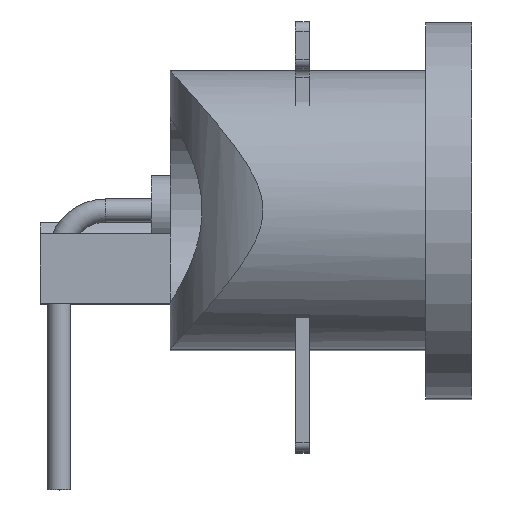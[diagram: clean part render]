
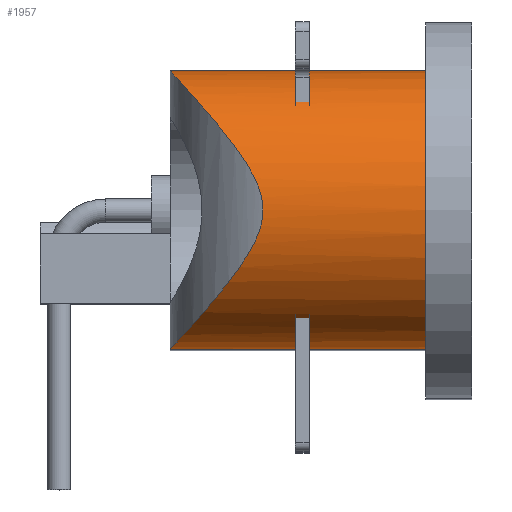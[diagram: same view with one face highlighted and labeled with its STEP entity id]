
A CAD part, top view. The second image highlights one B-rep face of the part: STEP entity #1957.
In plain terms, the highlighted cylindrical face has radius 3 mm (diameter 6 mm), a partial arc.
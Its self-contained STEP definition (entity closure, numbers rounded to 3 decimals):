
#17=B_SPLINE_CURVE_WITH_KNOTS('',3,(#3073,#3074,#3075,#3076,#3077,#3078,
#3079,#3080,#3081,#3082,#3083,#3084,#3085,#3086),.UNSPECIFIED.,.F.,.F.,
(4,2,2,2,2,2,4),(1.024,1.091,1.158,1.292,
1.414,1.474,1.535),.UNSPECIFIED.);
#18=B_SPLINE_CURVE_WITH_KNOTS('',3,(#3088,#3089,#3090,#3091,#3092,#3093,
#3094,#3095,#3096,#3097,#3098,#3099,#3100,#3101),.UNSPECIFIED.,.F.,.F.,
(4,2,2,2,2,2,4),(0.512,0.573,0.634,
0.756,0.89,0.957,1.024),
 .UNSPECIFIED.);
#84=LINE('',#3205,#252);
#85=LINE('',#3206,#253);
#252=VECTOR('',#2512,10.);
#253=VECTOR('',#2513,10.);
#400=CYLINDRICAL_SURFACE('',#2152,3.);
#486=FACE_OUTER_BOUND('',#614,.T.);
#614=EDGE_LOOP('',(#1451,#1452,#1453,#1454,#1455));
#752=CIRCLE('',#2145,3.);
#845=VERTEX_POINT('',#3071);
#846=VERTEX_POINT('',#3072);
#847=VERTEX_POINT('',#3087);
#875=VERTEX_POINT('',#3183);
#876=VERTEX_POINT('',#3185);
#1051=EDGE_CURVE('',#845,#846,#17,.T.);
#1052=EDGE_CURVE('',#847,#845,#18,.T.);
#1087=EDGE_CURVE('',#876,#875,#752,.T.);
#1097=EDGE_CURVE('',#876,#846,#84,.T.);
#1098=EDGE_CURVE('',#875,#847,#85,.T.);
#1451=ORIENTED_EDGE('',*,*,#1051,.T.);
#1452=ORIENTED_EDGE('',*,*,#1097,.F.);
#1453=ORIENTED_EDGE('',*,*,#1087,.T.);
#1454=ORIENTED_EDGE('',*,*,#1098,.T.);
#1455=ORIENTED_EDGE('',*,*,#1052,.T.);
#1957=ADVANCED_FACE('',(#486),#400,.T.);
#2145=AXIS2_PLACEMENT_3D('',#3186,#2489,#2490);
#2152=AXIS2_PLACEMENT_3D('',#3204,#2510,#2511);
#2489=DIRECTION('center_axis',(-1.,0.,0.));
#2490=DIRECTION('ref_axis',(0.,-1.,0.));
#2510=DIRECTION('center_axis',(-1.,0.,0.));
#2511=DIRECTION('ref_axis',(0.,-1.,0.));
#2512=DIRECTION('',(-1.,0.,0.));
#2513=DIRECTION('',(-1.,0.,0.));
#3071=CARTESIAN_POINT('',(-4.5,7.95,43.));
#3072=CARTESIAN_POINT('',(-6.5,4.95,40.));
#3073=CARTESIAN_POINT('Ctrl Pts',(-4.5,7.95,43.));
#3074=CARTESIAN_POINT('Ctrl Pts',(-4.5,7.727,43.));
#3075=CARTESIAN_POINT('Ctrl Pts',(-4.559,7.525,42.976));
#3076=CARTESIAN_POINT('Ctrl Pts',(-4.73,7.139,42.895));
#3077=CARTESIAN_POINT('Ctrl Pts',(-4.842,6.956,42.837));
#3078=CARTESIAN_POINT('Ctrl Pts',(-5.205,6.425,42.612));
#3079=CARTESIAN_POINT('Ctrl Pts',(-5.48,6.098,42.391));
#3080=CARTESIAN_POINT('Ctrl Pts',(-5.924,5.583,41.876));
#3081=CARTESIAN_POINT('Ctrl Pts',(-6.13,5.354,41.556));
#3082=CARTESIAN_POINT('Ctrl Pts',(-6.347,5.117,41.006));
#3083=CARTESIAN_POINT('Ctrl Pts',(-6.404,5.054,40.81));
#3084=CARTESIAN_POINT('Ctrl Pts',(-6.481,4.971,40.409));
#3085=CARTESIAN_POINT('Ctrl Pts',(-6.5,4.95,40.203));
#3086=CARTESIAN_POINT('Ctrl Pts',(-6.5,4.95,40.));
#3087=CARTESIAN_POINT('',(-6.5,10.95,40.));
#3088=CARTESIAN_POINT('Ctrl Pts',(-6.5,10.95,40.));
#3089=CARTESIAN_POINT('Ctrl Pts',(-6.5,10.95,40.203));
#3090=CARTESIAN_POINT('Ctrl Pts',(-6.481,10.929,40.409));
#3091=CARTESIAN_POINT('Ctrl Pts',(-6.404,10.846,40.81));
#3092=CARTESIAN_POINT('Ctrl Pts',(-6.347,10.783,41.006));
#3093=CARTESIAN_POINT('Ctrl Pts',(-6.13,10.546,41.556));
#3094=CARTESIAN_POINT('Ctrl Pts',(-5.924,10.317,41.876));
#3095=CARTESIAN_POINT('Ctrl Pts',(-5.48,9.802,42.391));
#3096=CARTESIAN_POINT('Ctrl Pts',(-5.205,9.475,42.612));
#3097=CARTESIAN_POINT('Ctrl Pts',(-4.842,8.944,42.837));
#3098=CARTESIAN_POINT('Ctrl Pts',(-4.73,8.761,42.895));
#3099=CARTESIAN_POINT('Ctrl Pts',(-4.559,8.375,42.976));
#3100=CARTESIAN_POINT('Ctrl Pts',(-4.5,8.173,43.));
#3101=CARTESIAN_POINT('Ctrl Pts',(-4.5,7.95,43.));
#3183=CARTESIAN_POINT('',(-1.,10.95,40.));
#3185=CARTESIAN_POINT('',(-1.,4.95,40.));
#3186=CARTESIAN_POINT('Origin',(-1.,7.95,40.));
#3204=CARTESIAN_POINT('Origin',(0.,7.95,40.));
#3205=CARTESIAN_POINT('',(0.,4.95,40.));
#3206=CARTESIAN_POINT('',(0.,10.95,40.));
